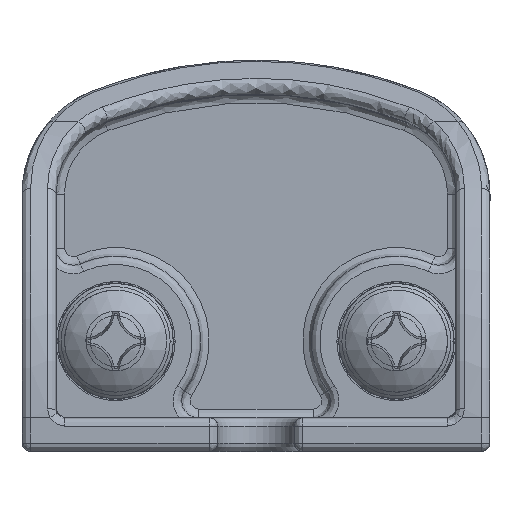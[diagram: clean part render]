
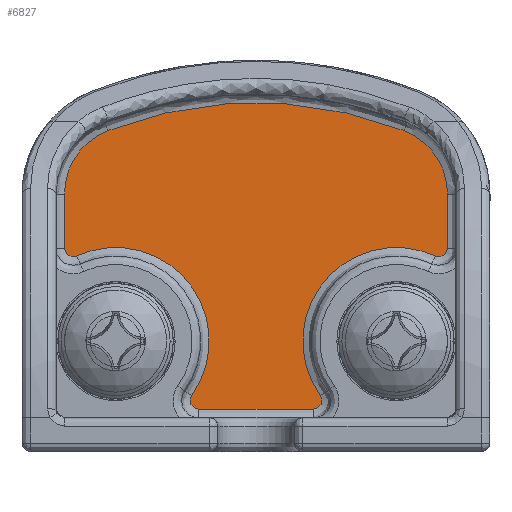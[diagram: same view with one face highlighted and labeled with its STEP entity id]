
A CAD part, left-side view. The second image highlights one B-rep face of the part: STEP entity #6827.
In plain terms, the highlighted planar face has unit normal (-1, 0, 0).
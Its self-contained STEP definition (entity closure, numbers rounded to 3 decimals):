
#5944=CARTESIAN_POINT('',(16.5,17.533,3.292));
#5945=VERTEX_POINT('',#5944);
#5953=CARTESIAN_POINT('',(16.5,24.292,11.5));
#5954=VERTEX_POINT('',#5953);
#5955=CARTESIAN_POINT('',(16.5,22.,6.5));
#5956=DIRECTION('',(-1.0,0.,0.));
#5957=DIRECTION('',(0.,-0.772,0.636));
#5958=AXIS2_PLACEMENT_3D('',#5955,#5956,#5957);
#5959=CIRCLE('',#5958,5.5);
#5960=EDGE_CURVE('',#5945,#5954,#5959,.T.);
#6034=CARTESIAN_POINT('',(16.5,17.127,2.5));
#6035=VERTEX_POINT('',#6034);
#6043=CARTESIAN_POINT('',(16.5,17.127,3.));
#6044=DIRECTION('',(1.0,0.,0.));
#6045=DIRECTION('',(0.,0.89,-0.456));
#6046=AXIS2_PLACEMENT_3D('',#6043,#6044,#6045);
#6047=CIRCLE('',#6046,0.5);
#6048=EDGE_CURVE('',#6035,#5945,#6047,.T.);
#6108=CARTESIAN_POINT('',(16.5,25.,11.954));
#6109=VERTEX_POINT('',#6108);
#6127=CARTESIAN_POINT('',(16.5,24.5,11.954));
#6128=DIRECTION('',(1.0,0.,0.));
#6129=DIRECTION('',(0.,0.54,-0.842));
#6130=AXIS2_PLACEMENT_3D('',#6127,#6128,#6129);
#6131=CIRCLE('',#6130,0.5);
#6132=EDGE_CURVE('',#5954,#6109,#6131,.T.);
#6144=CARTESIAN_POINT('',(16.5,10.373,2.5));
#6145=VERTEX_POINT('',#6144);
#6153=CARTESIAN_POINT('',(16.5,10.373,2.5));
#6154=DIRECTION('',(0.0,1.0,0.0));
#6155=VECTOR('',#6154,6.753);
#6156=LINE('',#6153,#6155);
#6157=EDGE_CURVE('',#6145,#6035,#6156,.T.);
#6174=CARTESIAN_POINT('',(16.5,25.,15.14));
#6175=VERTEX_POINT('',#6174);
#6192=CARTESIAN_POINT('',(16.5,25.,11.954));
#6193=DIRECTION('',(0.0,0.0,1.0));
#6194=VECTOR('',#6193,3.185);
#6195=LINE('',#6192,#6194);
#6196=EDGE_CURVE('',#6109,#6175,#6195,.T.);
#6256=CARTESIAN_POINT('',(16.5,9.967,3.292));
#6257=VERTEX_POINT('',#6256);
#6265=CARTESIAN_POINT('',(16.5,10.373,3.));
#6266=DIRECTION('',(1.0,0.,0.));
#6267=DIRECTION('',(0.,-0.89,-0.456));
#6268=AXIS2_PLACEMENT_3D('',#6265,#6266,#6267);
#6269=CIRCLE('',#6268,0.5);
#6270=EDGE_CURVE('',#6257,#6145,#6269,.T.);
#6306=CARTESIAN_POINT('',(16.5,22.45,18.868));
#6307=VERTEX_POINT('',#6306);
#6325=CARTESIAN_POINT('',(16.5,21.,15.14));
#6326=DIRECTION('',(1.,0.,0.));
#6327=DIRECTION('',(0.,0.825,0.565));
#6328=AXIS2_PLACEMENT_3D('',#6325,#6326,#6327);
#6329=CIRCLE('',#6328,4.0);
#6330=EDGE_CURVE('',#6175,#6307,#6329,.T.);
#6388=CARTESIAN_POINT('',(16.5,3.208,11.5));
#6389=VERTEX_POINT('',#6388);
#6397=CARTESIAN_POINT('',(16.5,5.5,6.5));
#6398=DIRECTION('',(-1.0,0.,0.));
#6399=DIRECTION('',(0.,0.772,0.636));
#6400=AXIS2_PLACEMENT_3D('',#6397,#6398,#6399);
#6401=CIRCLE('',#6400,5.5);
#6402=EDGE_CURVE('',#6389,#6257,#6401,.T.);
#6438=CARTESIAN_POINT('',(16.5,5.05,18.868));
#6439=VERTEX_POINT('',#6438);
#6457=CARTESIAN_POINT('',(16.5,13.75,-3.5));
#6458=DIRECTION('',(1.0,0.0,0.0));
#6459=DIRECTION('',(0.0,0.0,1.0));
#6460=AXIS2_PLACEMENT_3D('',#6457,#6458,#6459);
#6461=CIRCLE('',#6460,24.);
#6462=EDGE_CURVE('',#6307,#6439,#6461,.T.);
#6520=CARTESIAN_POINT('',(16.5,2.5,11.954));
#6521=VERTEX_POINT('',#6520);
#6529=CARTESIAN_POINT('',(16.5,3.0,11.954));
#6530=DIRECTION('',(1.0,0.,0.));
#6531=DIRECTION('',(0.,-0.54,-0.842));
#6532=AXIS2_PLACEMENT_3D('',#6529,#6530,#6531);
#6533=CIRCLE('',#6532,0.5);
#6534=EDGE_CURVE('',#6521,#6389,#6533,.T.);
#6564=CARTESIAN_POINT('',(16.5,2.5,15.14));
#6565=VERTEX_POINT('',#6564);
#6583=CARTESIAN_POINT('',(16.5,6.5,15.14));
#6584=DIRECTION('',(1.0,0.,0.));
#6585=DIRECTION('',(0.,-0.825,0.565));
#6586=AXIS2_PLACEMENT_3D('',#6583,#6584,#6585);
#6587=CIRCLE('',#6586,4.);
#6588=EDGE_CURVE('',#6439,#6565,#6587,.T.);
#6606=CARTESIAN_POINT('',(16.5,2.5,15.14));
#6607=DIRECTION('',(0.0,0.0,-1.0));
#6608=VECTOR('',#6607,3.185);
#6609=LINE('',#6606,#6608);
#6610=EDGE_CURVE('',#6565,#6521,#6609,.T.);
#6808=CARTESIAN_POINT('',(16.5,13.75,15.808));
#6809=DIRECTION('',(-1.0,0.0,0.0));
#6810=DIRECTION('',(0.0,-1.0,0.0));
#6811=AXIS2_PLACEMENT_3D('',#6808,#6809,#6810);
#6812=PLANE('',#6811);
#6813=ORIENTED_EDGE('',*,*,#5960,.F.);
#6814=ORIENTED_EDGE('',*,*,#6048,.F.);
#6815=ORIENTED_EDGE('',*,*,#6157,.F.);
#6816=ORIENTED_EDGE('',*,*,#6270,.F.);
#6817=ORIENTED_EDGE('',*,*,#6402,.F.);
#6818=ORIENTED_EDGE('',*,*,#6534,.F.);
#6819=ORIENTED_EDGE('',*,*,#6610,.F.);
#6820=ORIENTED_EDGE('',*,*,#6588,.F.);
#6821=ORIENTED_EDGE('',*,*,#6462,.F.);
#6822=ORIENTED_EDGE('',*,*,#6330,.F.);
#6823=ORIENTED_EDGE('',*,*,#6196,.F.);
#6824=ORIENTED_EDGE('',*,*,#6132,.F.);
#6825=EDGE_LOOP('',(#6813,#6814,#6815,#6816,#6817,#6818,#6819,#6820,#6821,#6822,#6823,#6824));
#6826=FACE_OUTER_BOUND('',#6825,.T.);
#6827=ADVANCED_FACE('',(#6826),#6812,.T.);
